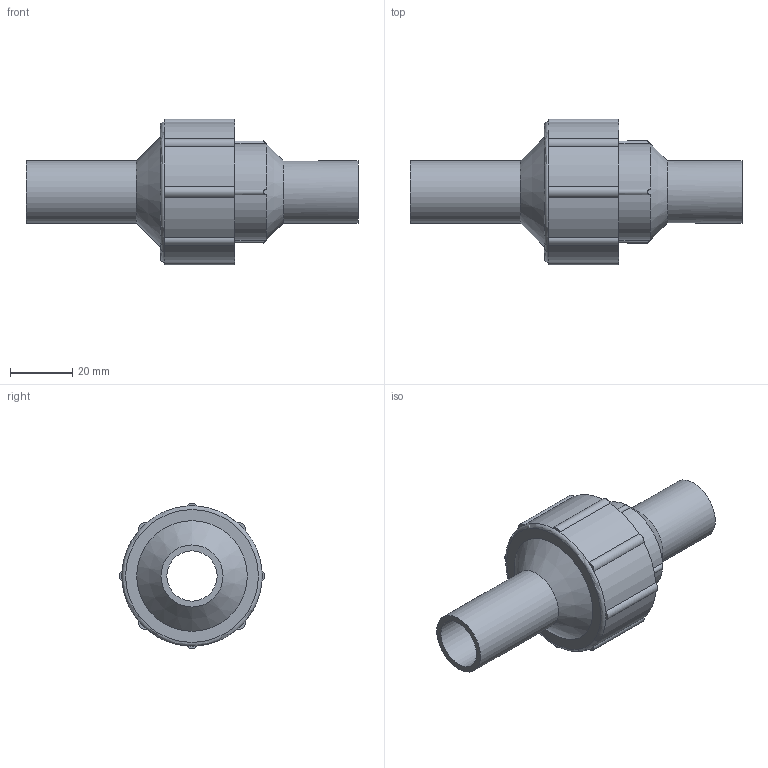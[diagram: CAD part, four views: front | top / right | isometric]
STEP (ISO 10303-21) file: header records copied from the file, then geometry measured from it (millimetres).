
FILE_DESCRIPTION( ( 'STEP AP203' ), '1' );
FILE_NAME( '40024002021(architecture400).stp', '2022-04-29T10:54:04', ( 'License CC BY-ND 4.0' ), ( 'CADENAS' ), ' ', 'PARTsolutions', ' ' );
FILE_SCHEMA( ( 'CONFIG_CONTROL_DESIGN' ) );
Length unit declared in the file: millimetre
Products named in the file (1): _40024002021(architecture400)
Bounding box: 107 x 46.99 x 46.99 mm (x, y, z)
Volume: 50997.8 mm3; surface area: 16972.3 mm2
Topology: 1 solids, 1 shells, 42 faces, 96 edges, 58 vertices
Faces by surface type: cylinder 27, plane 12, cone 2, torus 1
Full cylindrical faces by diameter (mm): 16.2 x1, 20 x2
Entity records: 1262 total; most frequent: CARTESIAN_POINT 261, DIRECTION 230, ORIENTED_EDGE 176, AXIS2_PLACEMENT_3D 103, EDGE_CURVE 88, CIRCLE 60, VERTEX_POINT 56, EDGE_LOOP 52
